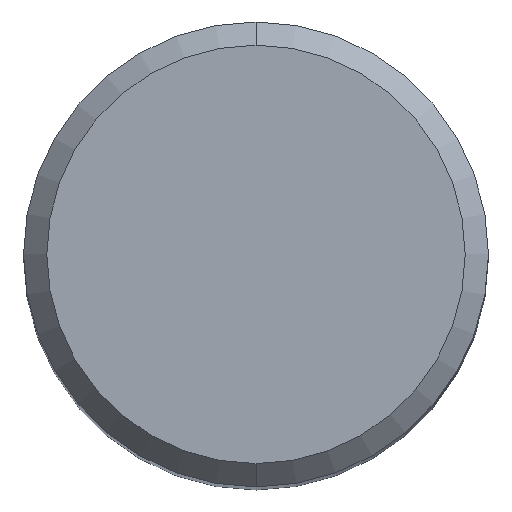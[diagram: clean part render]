
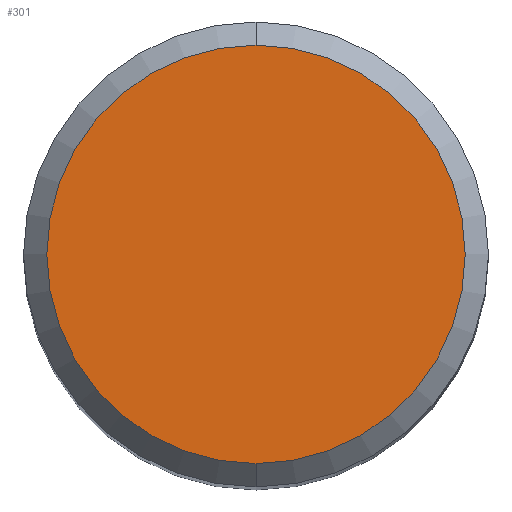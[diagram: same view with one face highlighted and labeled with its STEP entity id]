
A CAD part, top view. The second image highlights one B-rep face of the part: STEP entity #301.
In plain terms, the highlighted planar face has unit normal (0, 0, 1).
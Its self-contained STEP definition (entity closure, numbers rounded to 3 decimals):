
#197=EDGE_CURVE('',#421,#329,#505,.T.);
#301=ADVANCED_FACE('',(#621),#622,.T.);
#329=VERTEX_POINT('',#651);
#351=EDGE_CURVE('',#329,#421,#674,.T.);
#421=VERTEX_POINT('',#754);
#505=CIRCLE('',#844,7.2);
#621=FACE_OUTER_BOUND('',#1108,.T.);
#622=PLANE('',#1109);
#651=CARTESIAN_POINT('',(0.,-7.2,0.0));
#674=CIRCLE('',#1241,7.2);
#754=CARTESIAN_POINT('',(0.0,7.2,0.0));
#844=AXIS2_PLACEMENT_3D('',#1526,#1527,#1528);
#1108=EDGE_LOOP('',(#1672,#1673));
#1109=AXIS2_PLACEMENT_3D('',#1674,#1675,#1676);
#1241=AXIS2_PLACEMENT_3D('',#1707,#1708,#1709);
#1526=CARTESIAN_POINT('',(0.0,0.0,0.0));
#1527=DIRECTION('',(0.0,0.0,-1.0));
#1528=DIRECTION('',(0.0,1.0,0.0));
#1672=ORIENTED_EDGE('',*,*,#197,.F.);
#1673=ORIENTED_EDGE('',*,*,#351,.F.);
#1674=CARTESIAN_POINT('',(0.0,3.6,0.0));
#1675=DIRECTION('',(-0.0,0.0,1.0));
#1676=DIRECTION('',(0.0,-1.0,0.0));
#1707=CARTESIAN_POINT('',(0.0,0.0,0.0));
#1708=DIRECTION('',(0.0,0.0,-1.0));
#1709=DIRECTION('',(0.0,1.0,0.0));
